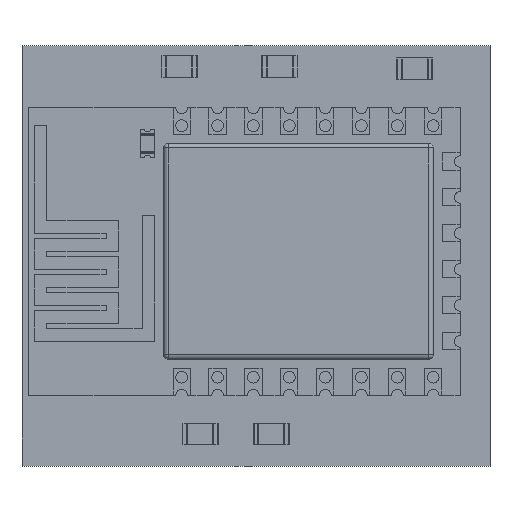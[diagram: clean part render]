
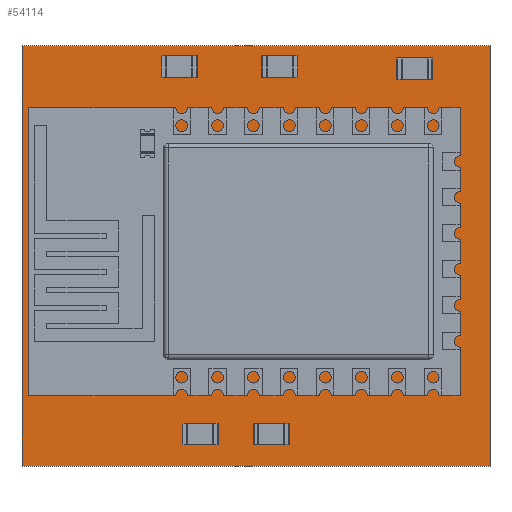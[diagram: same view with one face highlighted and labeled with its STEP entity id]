
A CAD part, top view. The second image highlights one B-rep face of the part: STEP entity #54114.
In plain terms, the highlighted planar face has unit normal (0, 0, 1).
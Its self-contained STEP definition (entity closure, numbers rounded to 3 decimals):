
#53800 = VERTEX_POINT('',#53801);
#53801 = CARTESIAN_POINT('',(86.233,-55.372,1.6));
#53808 = PLANE('',#53809);
#53809 = AXIS2_PLACEMENT_3D('',#53810,#53811,#53812);
#53810 = CARTESIAN_POINT('',(86.233,-55.372,0.));
#53811 = DIRECTION('',(-1.,0.,0.));
#53812 = DIRECTION('',(0.,1.,0.));
#53820 = PLANE('',#53821);
#53821 = AXIS2_PLACEMENT_3D('',#53822,#53823,#53824);
#53822 = CARTESIAN_POINT('',(60.198,-55.372,0.));
#53823 = DIRECTION('',(0.,1.,0.));
#53824 = DIRECTION('',(1.,0.,0.));
#53832 = EDGE_CURVE('',#53800,#53833,#53835,.T.);
#53833 = VERTEX_POINT('',#53834);
#53834 = CARTESIAN_POINT('',(86.233,-32.004,1.6));
#53835 = SURFACE_CURVE('',#53836,(#53840,#53847),.PCURVE_S1.);
#53836 = LINE('',#53837,#53838);
#53837 = CARTESIAN_POINT('',(86.233,-55.372,1.6));
#53838 = VECTOR('',#53839,1.);
#53839 = DIRECTION('',(0.,1.,0.));
#53840 = PCURVE('',#53808,#53841);
#53841 = DEFINITIONAL_REPRESENTATION('',(#53842),#53846);
#53842 = LINE('',#53843,#53844);
#53843 = CARTESIAN_POINT('',(0.,-1.6));
#53844 = VECTOR('',#53845,1.);
#53845 = DIRECTION('',(1.,0.));
#53846 = ( GEOMETRIC_REPRESENTATION_CONTEXT(2) 
PARAMETRIC_REPRESENTATION_CONTEXT() REPRESENTATION_CONTEXT('2D SPACE',''
  ) );
#53847 = PCURVE('',#53848,#53853);
#53848 = PLANE('',#53849);
#53849 = AXIS2_PLACEMENT_3D('',#53850,#53851,#53852);
#53850 = CARTESIAN_POINT('',(73.216,-43.688,1.6));
#53851 = DIRECTION('',(0.,0.,1.));
#53852 = DIRECTION('',(1.,0.,-0.));
#53853 = DEFINITIONAL_REPRESENTATION('',(#53854),#53858);
#53854 = LINE('',#53855,#53856);
#53855 = CARTESIAN_POINT('',(13.018,-11.684));
#53856 = VECTOR('',#53857,1.);
#53857 = DIRECTION('',(0.,1.));
#53858 = ( GEOMETRIC_REPRESENTATION_CONTEXT(2) 
PARAMETRIC_REPRESENTATION_CONTEXT() REPRESENTATION_CONTEXT('2D SPACE',''
  ) );
#53876 = PLANE('',#53877);
#53877 = AXIS2_PLACEMENT_3D('',#53878,#53879,#53880);
#53878 = CARTESIAN_POINT('',(86.233,-32.004,0.));
#53879 = DIRECTION('',(0.,-1.,0.));
#53880 = DIRECTION('',(-1.,0.,0.));
#53918 = EDGE_CURVE('',#53833,#53919,#53921,.T.);
#53919 = VERTEX_POINT('',#53920);
#53920 = CARTESIAN_POINT('',(60.198,-32.004,1.6));
#53921 = SURFACE_CURVE('',#53922,(#53926,#53933),.PCURVE_S1.);
#53922 = LINE('',#53923,#53924);
#53923 = CARTESIAN_POINT('',(86.233,-32.004,1.6));
#53924 = VECTOR('',#53925,1.);
#53925 = DIRECTION('',(-1.,0.,0.));
#53926 = PCURVE('',#53876,#53927);
#53927 = DEFINITIONAL_REPRESENTATION('',(#53928),#53932);
#53928 = LINE('',#53929,#53930);
#53929 = CARTESIAN_POINT('',(0.,-1.6));
#53930 = VECTOR('',#53931,1.);
#53931 = DIRECTION('',(1.,0.));
#53932 = ( GEOMETRIC_REPRESENTATION_CONTEXT(2) 
PARAMETRIC_REPRESENTATION_CONTEXT() REPRESENTATION_CONTEXT('2D SPACE',''
  ) );
#53933 = PCURVE('',#53848,#53934);
#53934 = DEFINITIONAL_REPRESENTATION('',(#53935),#53939);
#53935 = LINE('',#53936,#53937);
#53936 = CARTESIAN_POINT('',(13.018,11.684));
#53937 = VECTOR('',#53938,1.);
#53938 = DIRECTION('',(-1.,0.));
#53939 = ( GEOMETRIC_REPRESENTATION_CONTEXT(2) 
PARAMETRIC_REPRESENTATION_CONTEXT() REPRESENTATION_CONTEXT('2D SPACE',''
  ) );
#53957 = PLANE('',#53958);
#53958 = AXIS2_PLACEMENT_3D('',#53959,#53960,#53961);
#53959 = CARTESIAN_POINT('',(60.198,-32.004,0.));
#53960 = DIRECTION('',(1.,0.,-0.));
#53961 = DIRECTION('',(0.,-1.,0.));
#53994 = EDGE_CURVE('',#53919,#53995,#53997,.T.);
#53995 = VERTEX_POINT('',#53996);
#53996 = CARTESIAN_POINT('',(60.198,-55.372,1.6));
#53997 = SURFACE_CURVE('',#53998,(#54002,#54009),.PCURVE_S1.);
#53998 = LINE('',#53999,#54000);
#53999 = CARTESIAN_POINT('',(60.198,-32.004,1.6));
#54000 = VECTOR('',#54001,1.);
#54001 = DIRECTION('',(0.,-1.,0.));
#54002 = PCURVE('',#53957,#54003);
#54003 = DEFINITIONAL_REPRESENTATION('',(#54004),#54008);
#54004 = LINE('',#54005,#54006);
#54005 = CARTESIAN_POINT('',(0.,-1.6));
#54006 = VECTOR('',#54007,1.);
#54007 = DIRECTION('',(1.,0.));
#54008 = ( GEOMETRIC_REPRESENTATION_CONTEXT(2) 
PARAMETRIC_REPRESENTATION_CONTEXT() REPRESENTATION_CONTEXT('2D SPACE',''
  ) );
#54009 = PCURVE('',#53848,#54010);
#54010 = DEFINITIONAL_REPRESENTATION('',(#54011),#54015);
#54011 = LINE('',#54012,#54013);
#54012 = CARTESIAN_POINT('',(-13.018,11.684));
#54013 = VECTOR('',#54014,1.);
#54014 = DIRECTION('',(0.,-1.));
#54015 = ( GEOMETRIC_REPRESENTATION_CONTEXT(2) 
PARAMETRIC_REPRESENTATION_CONTEXT() REPRESENTATION_CONTEXT('2D SPACE',''
  ) );
#54065 = EDGE_CURVE('',#53995,#53800,#54066,.T.);
#54066 = SURFACE_CURVE('',#54067,(#54071,#54078),.PCURVE_S1.);
#54067 = LINE('',#54068,#54069);
#54068 = CARTESIAN_POINT('',(60.198,-55.372,1.6));
#54069 = VECTOR('',#54070,1.);
#54070 = DIRECTION('',(1.,0.,0.));
#54071 = PCURVE('',#53820,#54072);
#54072 = DEFINITIONAL_REPRESENTATION('',(#54073),#54077);
#54073 = LINE('',#54074,#54075);
#54074 = CARTESIAN_POINT('',(0.,-1.6));
#54075 = VECTOR('',#54076,1.);
#54076 = DIRECTION('',(1.,0.));
#54077 = ( GEOMETRIC_REPRESENTATION_CONTEXT(2) 
PARAMETRIC_REPRESENTATION_CONTEXT() REPRESENTATION_CONTEXT('2D SPACE',''
  ) );
#54078 = PCURVE('',#53848,#54079);
#54079 = DEFINITIONAL_REPRESENTATION('',(#54080),#54084);
#54080 = LINE('',#54081,#54082);
#54081 = CARTESIAN_POINT('',(-13.018,-11.684));
#54082 = VECTOR('',#54083,1.);
#54083 = DIRECTION('',(1.,0.));
#54084 = ( GEOMETRIC_REPRESENTATION_CONTEXT(2) 
PARAMETRIC_REPRESENTATION_CONTEXT() REPRESENTATION_CONTEXT('2D SPACE',''
  ) );
#54114 = ADVANCED_FACE('',(#54115),#53848,.T.);
#54115 = FACE_BOUND('',#54116,.T.);
#54116 = EDGE_LOOP('',(#54117,#54118,#54119,#54120));
#54117 = ORIENTED_EDGE('',*,*,#53832,.T.);
#54118 = ORIENTED_EDGE('',*,*,#53918,.T.);
#54119 = ORIENTED_EDGE('',*,*,#53994,.T.);
#54120 = ORIENTED_EDGE('',*,*,#54065,.T.);
